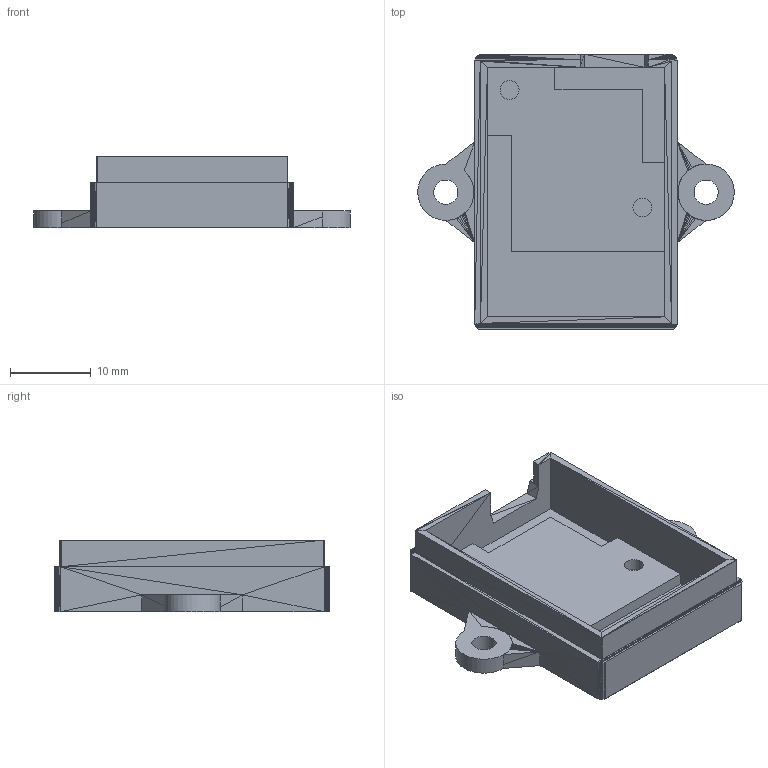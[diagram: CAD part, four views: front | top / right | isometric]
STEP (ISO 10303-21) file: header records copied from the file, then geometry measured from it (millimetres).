
FILE_DESCRIPTION(/* description */ (''),/* implementation_level */ '2;1');
FILE_NAME(/* name */ 'pmm_mount.step',/* time_stamp */ '2021-08-28T12:14:17-04:00',/* author */ (''),/* organization */ (''),/* preprocessor_version */ 'ST-DEVELOPER v18.1',/* originating_system */ 'Autodesk Translation Framework v10.10.0.1391',/* authorisation */ '');
FILE_SCHEMA (('AUTOMOTIVE_DESIGN { 1 0 10303 214 3 1 1 }'));
Length unit declared in the file: millimetre
Products named in the file (1): plate_copy3_focus1 Copy
Bounding box: 39.32 x 34.22 x 8.92 mm (x, y, z)
Volume: 2869.8 mm3; surface area: 3829.4 mm2
Topology: 1 solids, 1 shells, 257 faces, 510 edges, 257 vertices
Faces by surface type: plane 247, cylinder 10
Full cylindrical faces by diameter (mm): 2.35 x2, 3 x2, 7 x1
Entity records: 6298 total; most frequent: DIRECTION 1131, CARTESIAN_POINT 1025, ORIENTED_EDGE 1020, EDGE_CURVE 510, LINE 405, VECTOR 405, AXIS2_PLACEMENT_3D 363, EDGE_LOOP 263
